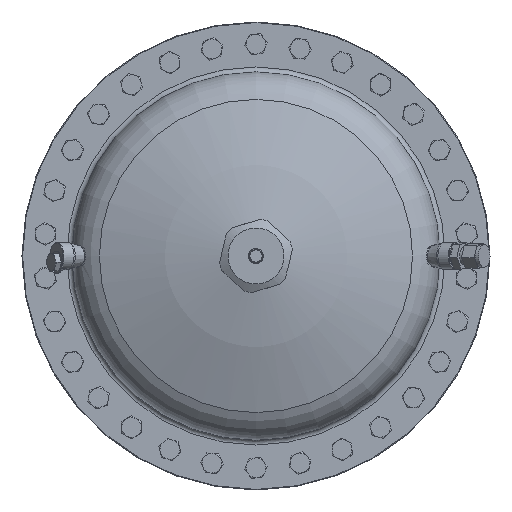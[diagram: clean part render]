
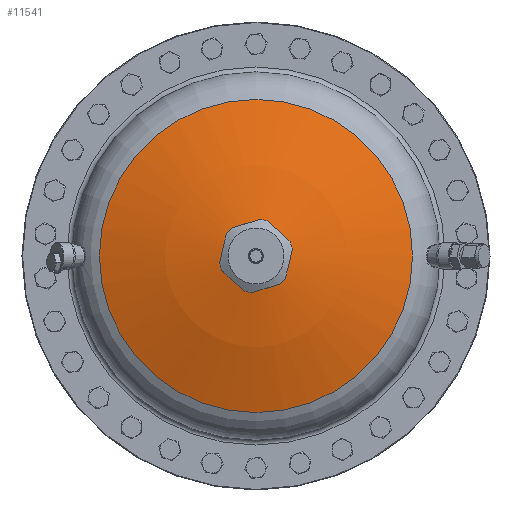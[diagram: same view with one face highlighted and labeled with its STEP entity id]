
A CAD part, front view. The second image highlights one B-rep face of the part: STEP entity #11541.
In plain terms, the highlighted toroidal (fillet/blend) face has major radius 80.537 mm and minor radius 608 mm.
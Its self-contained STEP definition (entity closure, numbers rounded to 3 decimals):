
#7447 = VERTEX_POINT ( 'NONE', #64019 ) ;
#9767 = DIRECTION ( 'NONE',  ( 0., 0., 1. ) ) ;
#11541 = ADVANCED_FACE ( 'NONE', ( #70842, #77412 ), #66883, .T. ) ;
#12314 = EDGE_LOOP ( 'NONE', ( #23951 ) ) ;
#16507 = CARTESIAN_POINT ( 'NONE',  ( 0., -482.715, 19.25 ) ) ;
#18508 = CARTESIAN_POINT ( 'NONE',  ( 0., -482.715, 0. ) ) ;
#19561 = DIRECTION ( 'NONE',  ( 0., -1., 0. ) ) ;
#23951 = ORIENTED_EDGE ( 'NONE', *, *, #59532, .T. ) ;
#26102 = DIRECTION ( 'NONE',  ( 0., 0., 1. ) ) ;
#37337 = VERTEX_POINT ( 'NONE', #16507 ) ;
#38845 = ORIENTED_EDGE ( 'NONE', *, *, #76038, .F. ) ;
#40313 = EDGE_LOOP ( 'NONE', ( #38845 ) ) ;
#42002 = CARTESIAN_POINT ( 'NONE',  ( 0., 117.04, 0. ) ) ;
#49881 = DIRECTION ( 'NONE',  ( 0., -1., 0. ) ) ;
#56976 = AXIS2_PLACEMENT_3D ( 'NONE', #18508, #59367, #9767 ) ;
#59367 = DIRECTION ( 'NONE',  ( 0., -1., 0. ) ) ;
#59532 = EDGE_CURVE ( 'NONE', #7447, #7447, #60587, .T. ) ;
#60587 = CIRCLE ( 'NONE', #85940, 127.112 ) ;
#62437 = DIRECTION ( 'NONE',  ( 0., 0., 1. ) ) ;
#63871 = AXIS2_PLACEMENT_3D ( 'NONE', #42002, #49881, #62437 ) ;
#64019 = CARTESIAN_POINT ( 'NONE',  ( 0., -454.402, 127.112 ) ) ;
#66883 = TOROIDAL_SURFACE ( 'NONE', #63871, -80.537, 608. ) ;
#68802 = CARTESIAN_POINT ( 'NONE',  ( 0., -454.402, 0. ) ) ;
#70842 = FACE_OUTER_BOUND ( 'NONE', #40313, .T. ) ;
#74826 = CIRCLE ( 'NONE', #56976, 19.25 ) ;
#76038 = EDGE_CURVE ( 'NONE', #37337, #37337, #74826, .T. ) ;
#77412 = FACE_OUTER_BOUND ( 'NONE', #12314, .T. ) ;
#85940 = AXIS2_PLACEMENT_3D ( 'NONE', #68802, #19561, #26102 ) ;
